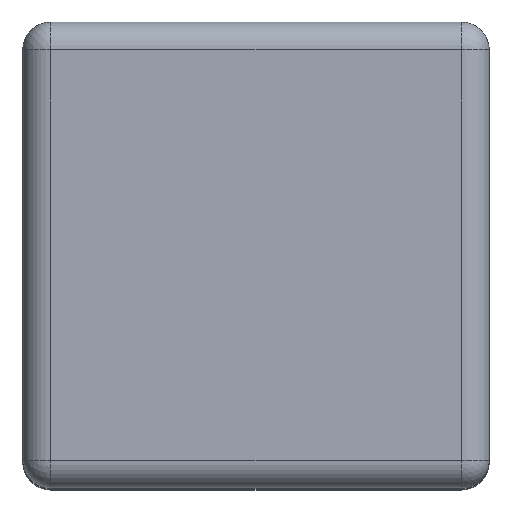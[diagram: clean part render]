
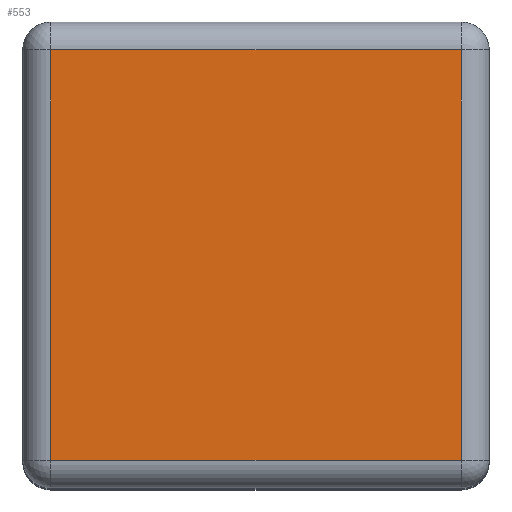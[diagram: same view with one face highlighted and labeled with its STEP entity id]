
A CAD part, top view. The second image highlights one B-rep face of the part: STEP entity #553.
In plain terms, the highlighted planar face has unit normal (0, 0, 1).
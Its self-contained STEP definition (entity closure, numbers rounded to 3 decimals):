
#2=DIRECTION('',(0.,1.,0.));
#3=VECTOR('',#2,0.44);
#4=CARTESIAN_POINT('',(0.22,-0.22,0.));
#5=LINE('',#4,#3);
#6=DIRECTION('',(1.,0.,0.));
#7=VECTOR('',#6,0.44);
#8=CARTESIAN_POINT('',(-0.22,-0.22,0.));
#9=LINE('',#8,#7);
#10=DIRECTION('',(0.,-1.,0.));
#11=VECTOR('',#10,0.44);
#12=CARTESIAN_POINT('',(-0.22,0.22,0.));
#13=LINE('',#12,#11);
#14=DIRECTION('',(-1.,0.,0.));
#15=VECTOR('',#14,0.44);
#16=CARTESIAN_POINT('',(0.22,0.22,0.));
#17=LINE('',#16,#15);
#436=CARTESIAN_POINT('',(0.22,-0.22,0.));
#437=CARTESIAN_POINT('',(0.22,0.22,0.));
#438=VERTEX_POINT('',#436);
#439=VERTEX_POINT('',#437);
#448=CARTESIAN_POINT('',(-0.22,-0.22,0.));
#449=VERTEX_POINT('',#448);
#458=CARTESIAN_POINT('',(-0.22,0.22,0.));
#459=VERTEX_POINT('',#458);
#538=CARTESIAN_POINT('',(0.,0.,0.));
#539=DIRECTION('',(0.,0.,1.));
#540=DIRECTION('',(1.,0.,0.));
#541=AXIS2_PLACEMENT_3D('',#538,#539,#540);
#542=PLANE('',#541);
#544=ORIENTED_EDGE('',*,*,#543,.F.);
#546=ORIENTED_EDGE('',*,*,#545,.F.);
#548=ORIENTED_EDGE('',*,*,#547,.F.);
#550=ORIENTED_EDGE('',*,*,#549,.F.);
#551=EDGE_LOOP('',(#544,#546,#548,#550));
#552=FACE_OUTER_BOUND('',#551,.F.);
#543=EDGE_CURVE('',#438,#439,#5,.T.);
#545=EDGE_CURVE('',#449,#438,#9,.T.);
#547=EDGE_CURVE('',#459,#449,#13,.T.);
#549=EDGE_CURVE('',#439,#459,#17,.T.);
#553=ADVANCED_FACE('',(#552),#542,.T.);
